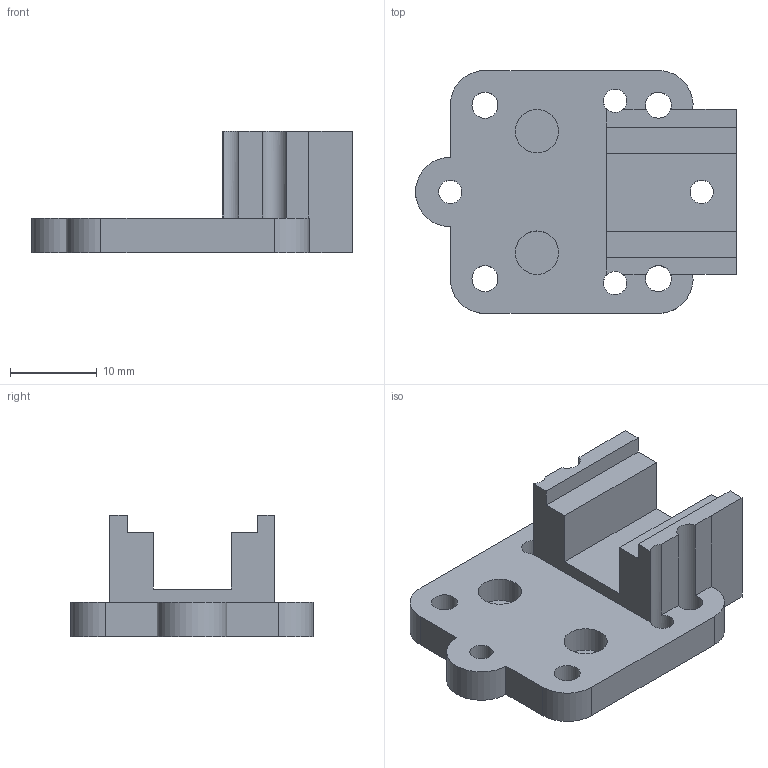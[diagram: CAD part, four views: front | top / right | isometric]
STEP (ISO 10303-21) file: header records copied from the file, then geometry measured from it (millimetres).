
FILE_DESCRIPTION(('FreeCAD Model'),'2;1');
FILE_NAME('Open CASCADE Shape Model','2023-10-30T17:26:08',('Author'),( ''),'Open CASCADE STEP processor 7.6','FreeCAD','Unknown');
FILE_SCHEMA(('AUTOMOTIVE_DESIGN { 1 0 10303 214 1 1 1 1 }'));
Length unit declared in the file: millimetre
Products named in the file (1): Chamfer
Bounding box: 37 x 28 x 14 mm (x, y, z)
Volume: 4650.7 mm3; surface area: 3311.7 mm2
Topology: 1 solids, 1 shells, 46 faces, 132 edges, 86 vertices
Faces by surface type: plane 27, cylinder 15, cone 4
Full cylindrical faces by diameter (mm): 2.7 x4, 3 x4, 5 x2
Entity records: 1564 total; most frequent: DIRECTION 268, CARTESIAN_POINT 265, ORIENTED_EDGE 264, EDGE_CURVE 132, LINE 90, VECTOR 90, AXIS2_PLACEMENT_3D 89, VERTEX_POINT 86
